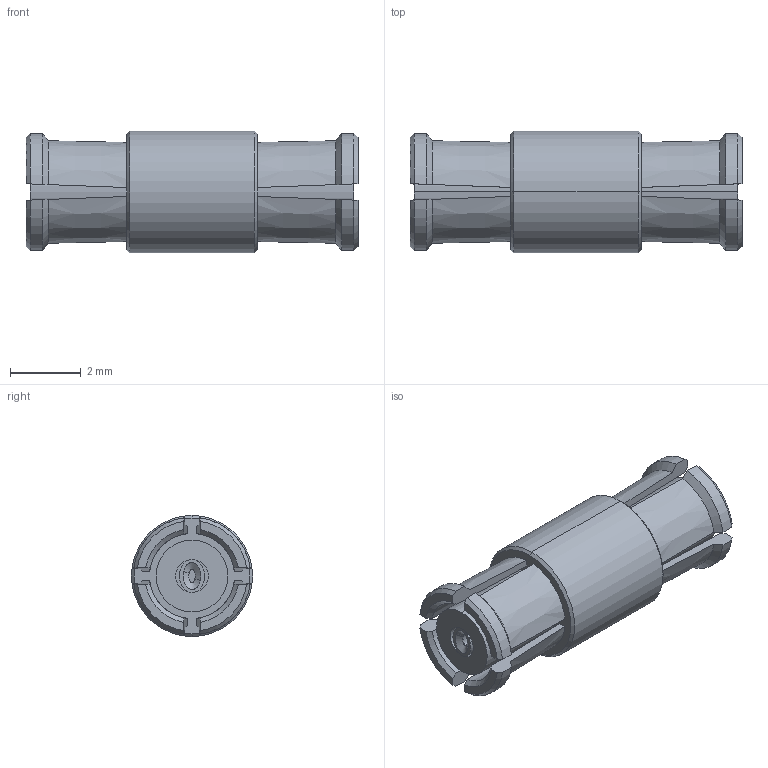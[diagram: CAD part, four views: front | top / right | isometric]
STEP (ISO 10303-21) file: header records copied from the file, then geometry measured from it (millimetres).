
FILE_DESCRIPTION (( 'STEP AP203' ), '1' );
FILE_NAME ('PE91072.step', '2019-03-27T13:35:00', ( '' ), ( '' ), 'SwSTEP 2.0', 'SolidWorks 2017', '' );
FILE_SCHEMA (( 'CONFIG_CONTROL_DESIGN' ));
Length unit declared in the file: inch
Products named in the file (1): PE91072
Bounding box: 9.4 x 3.43 x 3.43 mm (x, y, z)
Volume: 62.1 mm3; surface area: 210.2 mm2
Topology: 3 solids, 3 shells, 128 faces, 306 edges, 200 vertices
Faces by surface type: plane 38, cone 36, bspline 28, cylinder 26
Entity records: 4541 total; most frequent: CARTESIAN_POINT 1887, ORIENTED_EDGE 612, DIRECTION 440, EDGE_CURVE 306, VERTEX_POINT 200, AXIS2_PLACEMENT_3D 189, EDGE_LOOP 148, ADVANCED_FACE 128
